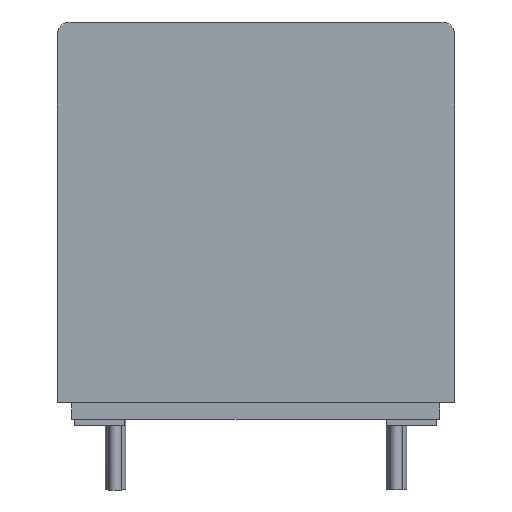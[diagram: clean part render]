
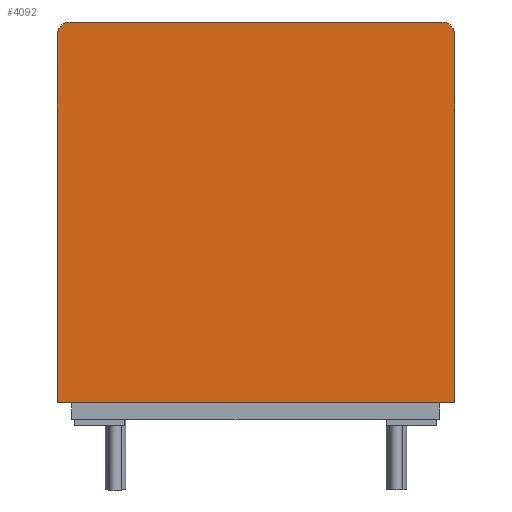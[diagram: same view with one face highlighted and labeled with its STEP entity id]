
A CAD part, front view. The second image highlights one B-rep face of the part: STEP entity #4092.
In plain terms, the highlighted face is planar.
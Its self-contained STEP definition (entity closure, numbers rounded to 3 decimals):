
#51=CIRCLE('',#4210,1.);
#53=CIRCLE('',#4213,1.);
#767=ORIENTED_EDGE('',*,*,#1270,.F.);
#768=ORIENTED_EDGE('',*,*,#1267,.F.);
#769=ORIENTED_EDGE('',*,*,#1260,.F.);
#770=ORIENTED_EDGE('',*,*,#1116,.F.);
#771=ORIENTED_EDGE('',*,*,#1259,.F.);
#772=ORIENTED_EDGE('',*,*,#1265,.F.);
#1116=EDGE_CURVE('',#1539,#1540,#1828,.T.);
#1259=EDGE_CURVE('',#1646,#1539,#1888,.T.);
#1260=EDGE_CURVE('',#1540,#1647,#1889,.T.);
#1265=EDGE_CURVE('',#1650,#1646,#51,.T.);
#1267=EDGE_CURVE('',#1647,#1652,#53,.T.);
#1270=EDGE_CURVE('',#1652,#1650,#1895,.T.);
#1539=VERTEX_POINT('',#5028);
#1540=VERTEX_POINT('',#5030);
#1646=VERTEX_POINT('',#6183);
#1647=VERTEX_POINT('',#6187);
#1650=VERTEX_POINT('',#6195);
#1652=VERTEX_POINT('',#6201);
#1828=LINE('',#5029,#2051);
#1888=LINE('',#6184,#2111);
#1889=LINE('',#6186,#2112);
#1895=LINE('',#6205,#2118);
#2051=VECTOR('',#4385,1000.);
#2111=VECTOR('',#4517,1000.);
#2112=VECTOR('',#4520,1000.);
#2118=VECTOR('',#4540,1000.);
#2389=EDGE_LOOP('',(#767,#768,#769,#770,#771,#772));
#2610=FACE_BOUND('',#2389,.T.);
#2783=PLANE('',#4266);
#4092=ADVANCED_FACE('',(#2610),#2783,.F.);
#4210=AXIS2_PLACEMENT_3D('',#6196,#4528,#4529);
#4213=AXIS2_PLACEMENT_3D('',#6200,#4534,#4535);
#4266=AXIS2_PLACEMENT_3D('',#7245,#4675,#4676);
#4385=DIRECTION('',(1.,0.,0.));
#4517=DIRECTION('',(0.,0.,-1.));
#4520=DIRECTION('',(0.,0.,1.));
#4528=DIRECTION('',(0.,-1.,0.));
#4529=DIRECTION('',(0.,0.,1.));
#4534=DIRECTION('',(0.,-1.,0.));
#4535=DIRECTION('',(0.,0.,1.));
#4540=DIRECTION('',(-1.,0.,0.));
#4675=DIRECTION('',(0.,-1.,0.));
#4676=DIRECTION('',(0.,0.,1.));
#5028=CARTESIAN_POINT('',(-15.5,9.5,6.3));
#5029=CARTESIAN_POINT('',(15.5,9.5,6.3));
#5030=CARTESIAN_POINT('',(15.5,9.5,6.3));
#6183=CARTESIAN_POINT('',(-15.5,9.5,35.));
#6184=CARTESIAN_POINT('',(-15.5,9.5,36.));
#6186=CARTESIAN_POINT('',(15.5,9.5,6.3));
#6187=CARTESIAN_POINT('',(15.5,9.5,35.));
#6195=CARTESIAN_POINT('',(-14.5,9.5,36.));
#6196=CARTESIAN_POINT('',(-14.5,9.5,35.));
#6200=CARTESIAN_POINT('',(14.5,9.5,35.));
#6201=CARTESIAN_POINT('',(14.5,9.5,36.));
#6205=CARTESIAN_POINT('',(15.5,9.5,36.));
#7245=CARTESIAN_POINT('',(0.,9.5,0.));
